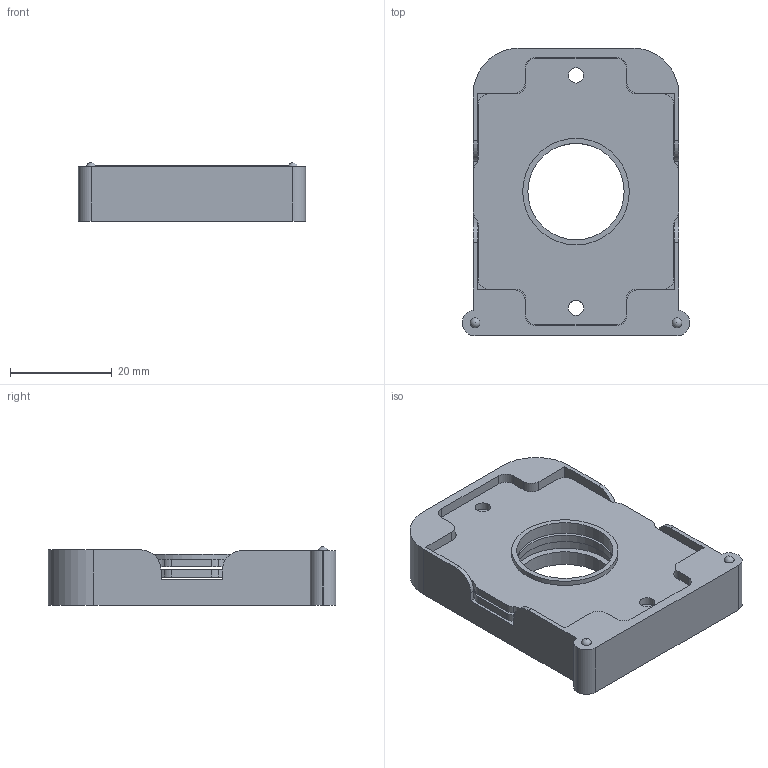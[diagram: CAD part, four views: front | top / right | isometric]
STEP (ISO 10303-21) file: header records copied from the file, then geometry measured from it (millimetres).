
FILE_DESCRIPTION(/* description */ (''),/* implementation_level */ '2;1');
FILE_NAME(/* name */ 'Holder - 21x1mm filter.step',/* time_stamp */ '2025-07-24T19:21:26+02:00',/* author */ (''),/* organization */ (''),/* preprocessor_version */ 'ST-DEVELOPER v20.1',/* originating_system */ 'Autodesk Translation Framework v14.10.0.0',/* authorisation */ '');
FILE_SCHEMA (('AUTOMOTIVE_DESIGN { 1 0 10303 214 3 1 1 }'));
Length unit declared in the file: millimetre
Products named in the file (1): 2025-07-22-17-51-03-326
Bounding box: 44.6 x 56.45 x 11.45 mm (x, y, z)
Volume: 16772.4 mm3; surface area: 13848.2 mm2
Topology: 3 solids, 3 shells, 141 faces, 393 edges, 262 vertices
Faces by surface type: cylinder 71, plane 68, sphere 2
Full cylindrical faces by diameter (mm): 3 x6, 5.5 x2, 18.9 x3, 20.9 x1, 21.4 x1
Entity records: 4626 total; most frequent: DIRECTION 821, CARTESIAN_POINT 795, ORIENTED_EDGE 782, EDGE_CURVE 391, AXIS2_PLACEMENT_3D 288, VERTEX_POINT 262, LINE 245, VECTOR 245
